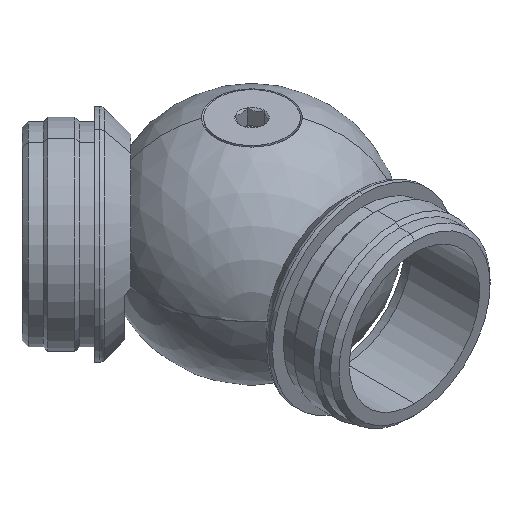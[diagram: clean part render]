
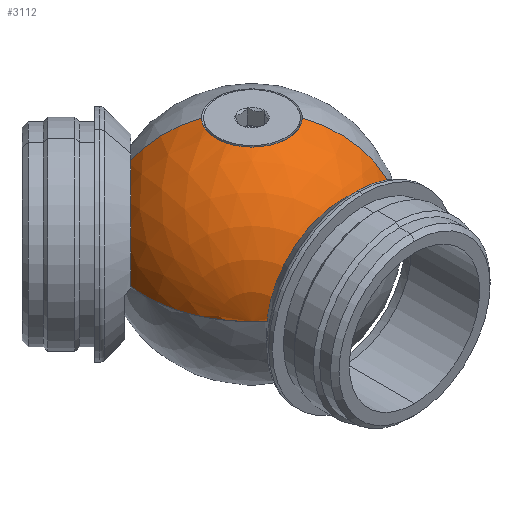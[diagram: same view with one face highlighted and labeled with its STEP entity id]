
A CAD part, isometric view. The second image highlights one B-rep face of the part: STEP entity #3112.
In plain terms, the highlighted spherical face has radius 25 mm.
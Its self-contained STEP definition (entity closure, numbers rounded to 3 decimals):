
#81 = EDGE_CURVE ( 'NONE', #1743, #3032, #394, .T. ) ;
#112 = CARTESIAN_POINT ( 'NONE',  ( 0., -25., 0. ) ) ;
#202 = DIRECTION ( 'NONE',  ( -1., 0., 0. ) ) ;
#210 = AXIS2_PLACEMENT_3D ( 'NONE', #788, #2044, #2540 ) ;
#247 = CARTESIAN_POINT ( 'NONE',  ( -23.57, 0., 0. ) ) ;
#257 = AXIS2_PLACEMENT_3D ( 'NONE', #2514, #764, #978 ) ;
#394 = CIRCLE ( 'NONE', #210, 8.333 ) ;
#408 = DIRECTION ( 'NONE',  ( -1., 0., 0. ) ) ;
#454 = AXIS2_PLACEMENT_3D ( 'NONE', #895, #408, #3149 ) ;
#606 = AXIS2_PLACEMENT_3D ( 'NONE', #247, #202, #3226 ) ;
#607 = DIRECTION ( 'NONE',  ( 0., 0., 1. ) ) ;
#712 = DIRECTION ( 'NONE',  ( 0., 0., -1. ) ) ;
#764 = DIRECTION ( 'NONE',  ( 0., 0., -1. ) ) ;
#777 = CIRCLE ( 'NONE', #1367, 25. ) ;
#788 = CARTESIAN_POINT ( 'NONE',  ( -23.57, 0., 0. ) ) ;
#821 = AXIS2_PLACEMENT_3D ( 'NONE', #3234, #712, #1730 ) ;
#854 = EDGE_CURVE ( 'NONE', #3126, #2057, #777, .T. ) ;
#895 = CARTESIAN_POINT ( 'NONE',  ( 0., 0., 0. ) ) ;
#978 = DIRECTION ( 'NONE',  ( 0., 1., 0. ) ) ;
#985 = ORIENTED_EDGE ( 'NONE', *, *, #3130, .F. ) ;
#1079 = DIRECTION ( 'NONE',  ( 1., 0., 0. ) ) ;
#1095 = FACE_OUTER_BOUND ( 'NONE', #2222, .T. ) ;
#1133 = EDGE_CURVE ( 'NONE', #3032, #2057, #1468, .T. ) ;
#1148 = ORIENTED_EDGE ( 'NONE', *, *, #1133, .F. ) ;
#1240 = ORIENTED_EDGE ( 'NONE', *, *, #2486, .T. ) ;
#1367 = AXIS2_PLACEMENT_3D ( 'NONE', #2133, #607, #1079 ) ;
#1438 = ORIENTED_EDGE ( 'NONE', *, *, #854, .T. ) ;
#1468 = CIRCLE ( 'NONE', #606, 8.333 ) ;
#1659 = VERTEX_POINT ( 'NONE', #112 ) ;
#1730 = DIRECTION ( 'NONE',  ( 0., 1., 0. ) ) ;
#1743 = VERTEX_POINT ( 'NONE', #2851 ) ;
#1883 = CARTESIAN_POINT ( 'NONE',  ( -23.57, 0., 8.333 ) ) ;
#2044 = DIRECTION ( 'NONE',  ( -1., 0., 0. ) ) ;
#2057 = VERTEX_POINT ( 'NONE', #2226 ) ;
#2133 = CARTESIAN_POINT ( 'NONE',  ( 0., 0., 0. ) ) ;
#2222 = EDGE_LOOP ( 'NONE', ( #985, #1240, #1438, #1148, #2451 ) ) ;
#2226 = CARTESIAN_POINT ( 'NONE',  ( -23.57, 8.333, 0. ) ) ;
#2451 = ORIENTED_EDGE ( 'NONE', *, *, #81, .F. ) ;
#2486 = EDGE_CURVE ( 'NONE', #1659, #3126, #3214, .T. ) ;
#2514 = CARTESIAN_POINT ( 'NONE',  ( 0., 0., 0. ) ) ;
#2540 = DIRECTION ( 'NONE',  ( 0., 0., 1. ) ) ;
#2705 = CIRCLE ( 'NONE', #257, 25. ) ;
#2851 = CARTESIAN_POINT ( 'NONE',  ( -23.57, -8.333, 0. ) ) ;
#2982 = CARTESIAN_POINT ( 'NONE',  ( 0., 25., 0. ) ) ;
#3032 = VERTEX_POINT ( 'NONE', #1883 ) ;
#3112 = ADVANCED_FACE ( 'NONE', ( #1095 ), #3127, .T. ) ;
#3126 = VERTEX_POINT ( 'NONE', #2982 ) ;
#3127 = SPHERICAL_SURFACE ( 'NONE', #821, 25. ) ;
#3130 = EDGE_CURVE ( 'NONE', #1659, #1743, #2705, .T. ) ;
#3149 = DIRECTION ( 'NONE',  ( 0., 0., 1. ) ) ;
#3214 = CIRCLE ( 'NONE', #454, 25. ) ;
#3226 = DIRECTION ( 'NONE',  ( 0., 0., 1. ) ) ;
#3234 = CARTESIAN_POINT ( 'NONE',  ( 0., 0., 0. ) ) ;
